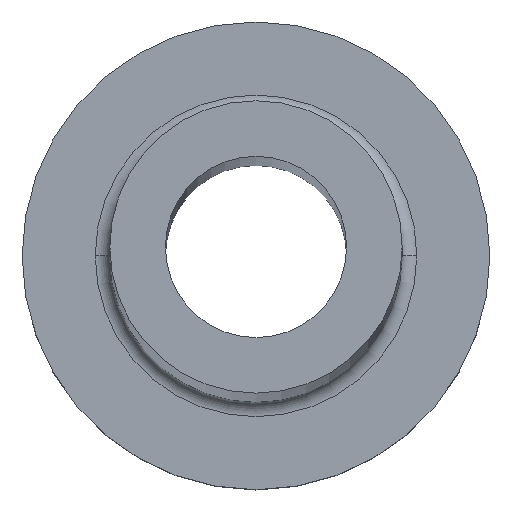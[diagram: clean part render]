
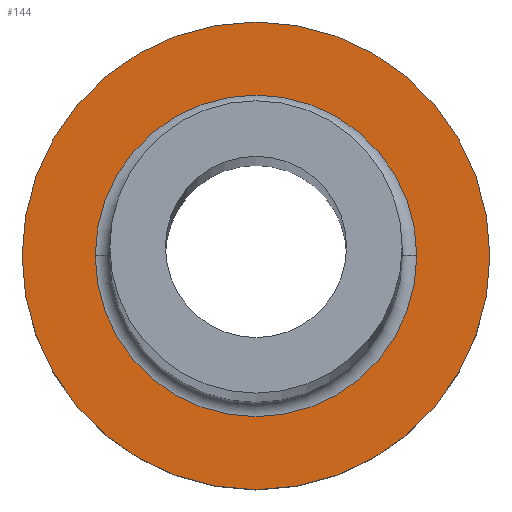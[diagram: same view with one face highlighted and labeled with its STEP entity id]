
A CAD part, top view. The second image highlights one B-rep face of the part: STEP entity #144.
In plain terms, the highlighted planar face has unit normal (0, 0, 1).
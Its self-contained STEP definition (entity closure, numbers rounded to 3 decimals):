
#3 = CARTESIAN_POINT ( 'NONE',  ( 0., 0., 5. ) ) ;
#15 = VERTEX_POINT ( 'NONE', #350 ) ;
#17 = CARTESIAN_POINT ( 'NONE',  ( -5.5, 0., 5. ) ) ;
#36 = CARTESIAN_POINT ( 'NONE',  ( 0., 0., 5. ) ) ;
#38 = DIRECTION ( 'NONE',  ( 0., 0., -1. ) ) ;
#42 = DIRECTION ( 'NONE',  ( 1., 0., 0. ) ) ;
#43 = CARTESIAN_POINT ( 'NONE',  ( 0., 0., 5. ) ) ;
#51 = ORIENTED_EDGE ( 'NONE', *, *, #105, .T. ) ;
#65 = CARTESIAN_POINT ( 'NONE',  ( 0., 0., 5. ) ) ;
#76 = DIRECTION ( 'NONE',  ( 0., 0., 1. ) ) ;
#88 = VERTEX_POINT ( 'NONE', #127 ) ;
#89 = AXIS2_PLACEMENT_3D ( 'NONE', #36, #162, #277 ) ;
#105 = EDGE_CURVE ( 'NONE', #318, #182, #173, .T. ) ;
#106 = DIRECTION ( 'NONE',  ( 1., 0., 0. ) ) ;
#118 = ORIENTED_EDGE ( 'NONE', *, *, #126, .T. ) ;
#126 = EDGE_CURVE ( 'NONE', #182, #318, #244, .T. ) ;
#127 = CARTESIAN_POINT ( 'NONE',  ( -8., 0., 5. ) ) ;
#140 = EDGE_LOOP ( 'NONE', ( #118, #51 ) ) ;
#144 = ADVANCED_FACE ( 'NONE', ( #190, #302 ), #163, .T. ) ;
#147 = AXIS2_PLACEMENT_3D ( 'NONE', #43, #164, #282 ) ;
#155 = CIRCLE ( 'NONE', #354, 8. ) ;
#162 = DIRECTION ( 'NONE',  ( 0., 0., 1. ) ) ;
#163 = PLANE ( 'NONE',  #89 ) ;
#164 = DIRECTION ( 'NONE',  ( 0., 0., 1. ) ) ;
#173 = CIRCLE ( 'NONE', #197, 5.5 ) ;
#182 = VERTEX_POINT ( 'NONE', #307 ) ;
#190 = FACE_BOUND ( 'NONE', #140, .T. ) ;
#197 = AXIS2_PLACEMENT_3D ( 'NONE', #65, #38, #276 ) ;
#239 = CIRCLE ( 'NONE', #147, 8. ) ;
#244 = CIRCLE ( 'NONE', #306, 5.5 ) ;
#266 = ORIENTED_EDGE ( 'NONE', *, *, #275, .T. ) ;
#275 = EDGE_CURVE ( 'NONE', #88, #15, #239, .T. ) ;
#276 = DIRECTION ( 'NONE',  ( 1., 0., 0. ) ) ;
#277 = DIRECTION ( 'NONE',  ( 1., 0., 0. ) ) ;
#282 = DIRECTION ( 'NONE',  ( 1., 0., 0. ) ) ;
#297 = EDGE_CURVE ( 'NONE', #15, #88, #155, .T. ) ;
#302 = FACE_OUTER_BOUND ( 'NONE', #319, .T. ) ;
#305 = CARTESIAN_POINT ( 'NONE',  ( 0., 0., 5. ) ) ;
#306 = AXIS2_PLACEMENT_3D ( 'NONE', #3, #361, #106 ) ;
#307 = CARTESIAN_POINT ( 'NONE',  ( 5.5, 0., 5. ) ) ;
#309 = ORIENTED_EDGE ( 'NONE', *, *, #297, .T. ) ;
#318 = VERTEX_POINT ( 'NONE', #17 ) ;
#319 = EDGE_LOOP ( 'NONE', ( #266, #309 ) ) ;
#350 = CARTESIAN_POINT ( 'NONE',  ( 8., 0., 5. ) ) ;
#354 = AXIS2_PLACEMENT_3D ( 'NONE', #305, #76, #42 ) ;
#361 = DIRECTION ( 'NONE',  ( 0., 0., -1. ) ) ;
